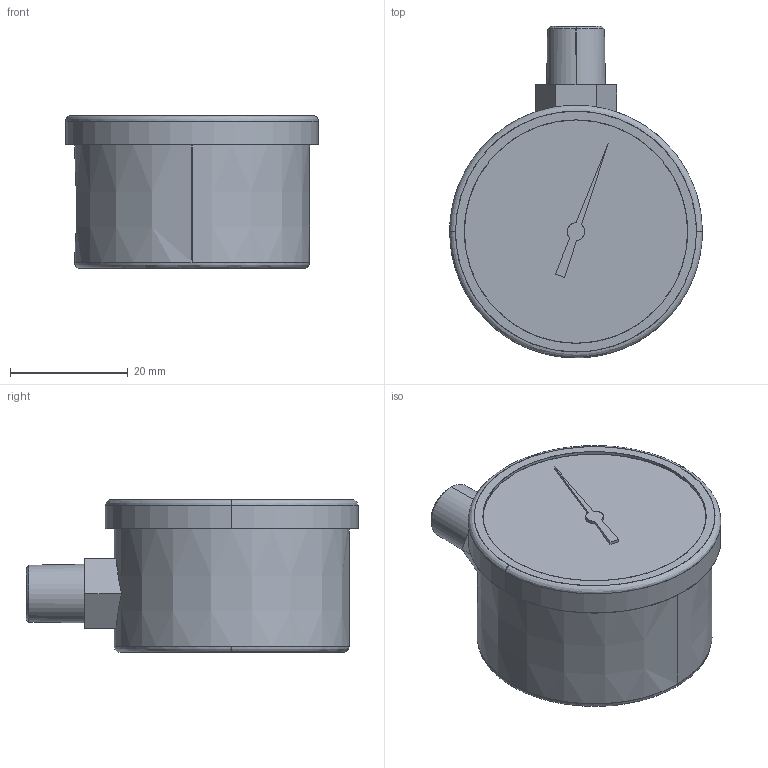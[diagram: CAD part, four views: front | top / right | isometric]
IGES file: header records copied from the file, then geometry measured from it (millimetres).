
Start section: SolidWorks IGES file using analytic representation for surfaces
Global section: file name: L_49150600.igs; native system: SolidWorks 2014; preprocessor: SolidWorks 2014; author: arutput15; date: 141004.080106; units: millimetre
Bounding box: 43 x 56.5 x 26 mm (x, y, z)
Surface area: 6713 mm2 (no closed solid volume)
Topology: 0 solids, 0 shells, 35 faces, 612 edges, 612 vertices
Faces by surface type: bspline 22, revolution 13
